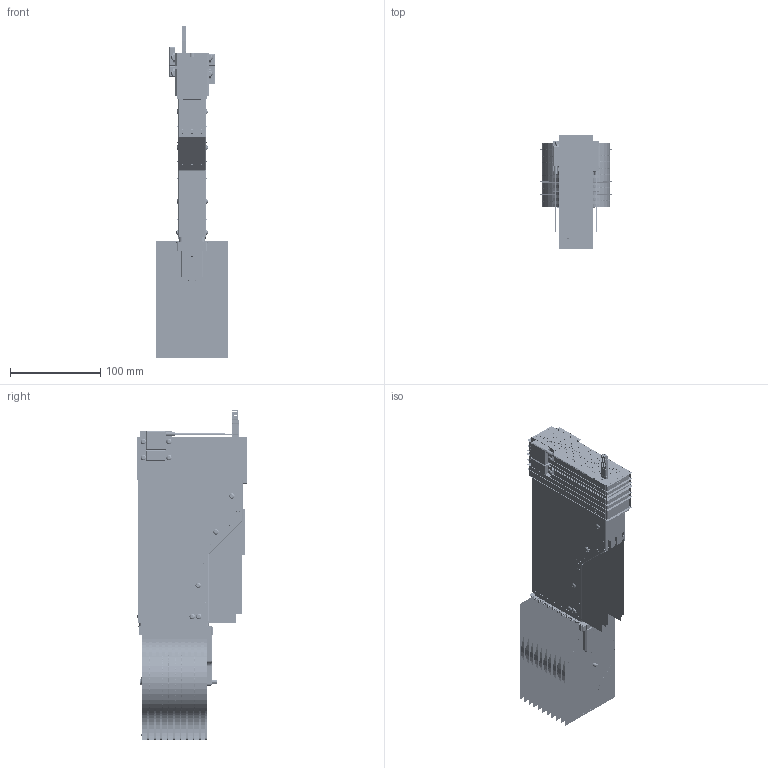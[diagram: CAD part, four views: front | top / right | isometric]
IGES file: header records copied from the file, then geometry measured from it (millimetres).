
Start section:  PTC IGES file: 21f758_asm.igs
Global section: file name: 21f758_asm.igs; native system: Pro/ENGINEER by Parametric Technology Corporation; preprocessor: 2010140; author: ecanderssen; organization: Unknown; date: 20100825.142514; units: millimetre
Bounding box: 79.04 x 126.88 x 368.67 mm (x, y, z)
Surface area: 2077347 mm2 (no closed solid volume)
Topology: 0 solids, 0 shells, 21230 faces, 354323 edges, 462974 vertices
Faces by surface type: bspline 11064, revolution 10166
